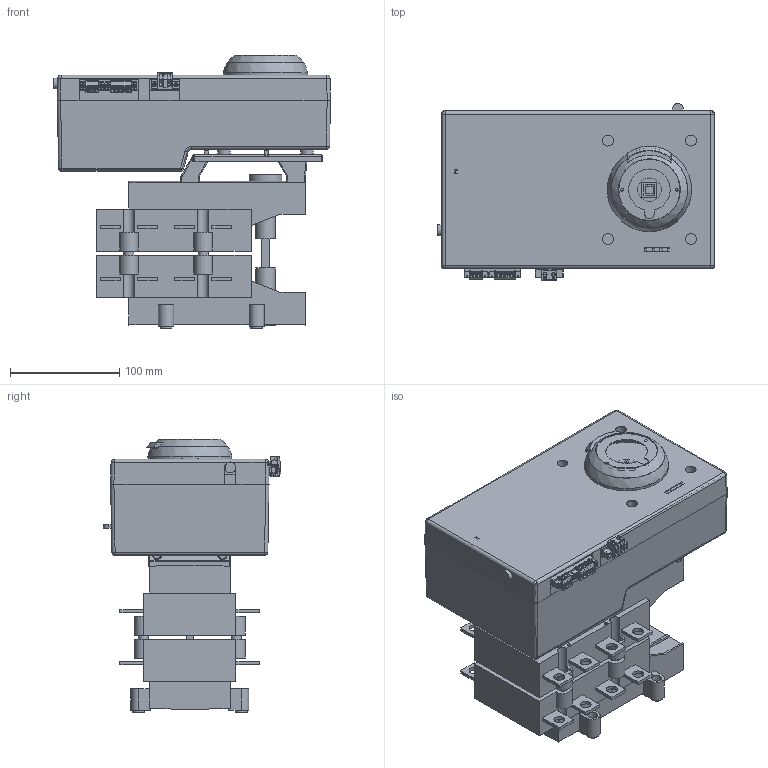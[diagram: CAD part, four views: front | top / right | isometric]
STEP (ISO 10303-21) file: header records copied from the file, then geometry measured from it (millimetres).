
FILE_DESCRIPTION(/* description */ (''),/* implementation_level */ '2;1');
FILE_NAME(/* name */ 'GEX690C.stp',/* time_stamp */ '2017-03-15T13:58:49+01:00',/* author */ ('Poma_A'),/* organization */ (''),/* preprocessor_version */ 'ST-DEVELOPER v16.1',/* originating_system */ 'Autodesk Inventor 2016',/* authorisation */ '');
FILE_SCHEMA (('AUTOMOTIVE_DESIGN { 1 0 10303 214 3 1 1 }'));
Products named in the file (1): GEX690C-2
Bounding box: 253.44 x 162.18 x 250.16 mm (x, y, z)
Volume: 1933189.3 mm3; surface area: 505803.3 mm2
Topology: 2 solids, 22 shells, 3010 faces, 8009 edges, 5119 vertices
Faces by surface type: plane 2233, cylinder 500, bspline 86, torus 84, sphere 55, cone 52
Full cylindrical faces by diameter (mm): 1.8 x8, 1.9 x16, 2 x8, 2.4 x6, 2.5 x4, 2.9 x18, 2.95 x2, 3.75 x2, 3.8 x14, 4 x4, 4.5 x8, 5.5 x8, 8 x2, 9 x2, 9.311 x4, 9.8 x1, 10 x28, 10.724 x4, 11 x4, 12 x4, 18 x4, 20.373 x1, 21.581 x1, 56 x1, 77.19 x1
Entity records: 99591 total; most frequent: CARTESIAN_POINT 22965, ORIENTED_EDGE 15306, DIRECTION 14638, EDGE_CURVE 7652, LINE 5958, VECTOR 5958, VERTEX_POINT 5015, AXIS2_PLACEMENT_3D 4340
